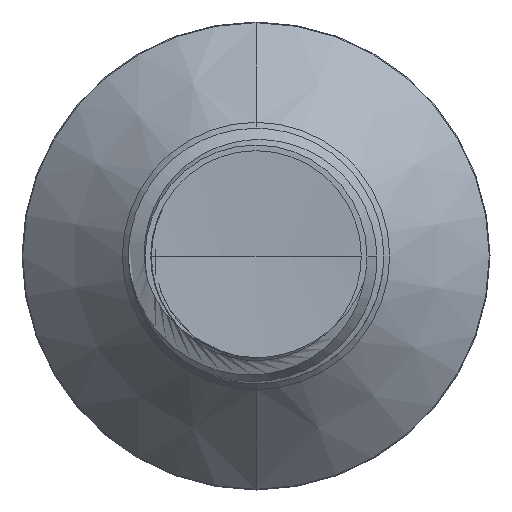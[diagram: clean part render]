
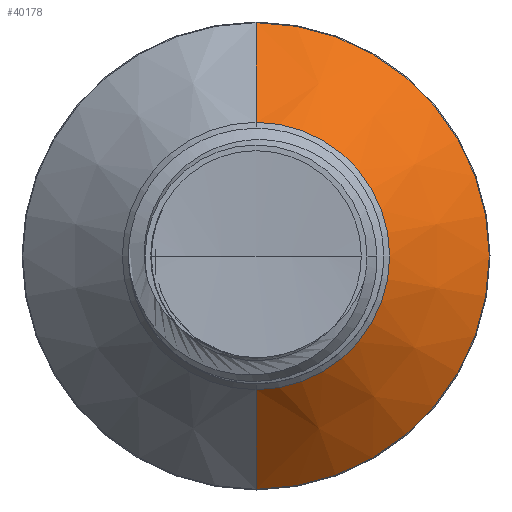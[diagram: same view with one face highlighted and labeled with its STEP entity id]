
A CAD part, front view. The second image highlights one B-rep face of the part: STEP entity #40178.
In plain terms, the highlighted conical face has half-angle 45 degrees and reference radius 3.141 mm.
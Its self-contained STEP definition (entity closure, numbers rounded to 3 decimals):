
#39 = CONICAL_SURFACE ( 'NONE', #46972, 3.141, 0.785 ) ;
#1054 = VERTEX_POINT ( 'NONE', #47920 ) ;
#1691 = DIRECTION ( 'NONE',  ( 0., 0.707, 0.707 ) ) ;
#3943 = ORIENTED_EDGE ( 'NONE', *, *, #28801, .T. ) ;
#5083 = DIRECTION ( 'NONE',  ( 0., 1., 0. ) ) ;
#7352 = DIRECTION ( 'NONE',  ( 0., 1., 0. ) ) ;
#9870 = AXIS2_PLACEMENT_3D ( 'NONE', #30760, #7352, #34481 ) ;
#11886 = VECTOR ( 'NONE', #1691, 1000. ) ;
#11995 = FACE_OUTER_BOUND ( 'NONE', #15130, .T. ) ;
#12682 = DIRECTION ( 'NONE',  ( 0., 1., 0. ) ) ;
#15130 = EDGE_LOOP ( 'NONE', ( #3943, #24932, #34981, #44179 ) ) ;
#18429 = EDGE_CURVE ( 'NONE', #48336, #30381, #39683, .T. ) ;
#19428 = CARTESIAN_POINT ( 'NONE',  ( 0., 23.969, -3.141 ) ) ;
#20374 = VECTOR ( 'NONE', #23317, 1000. ) ;
#21026 = EDGE_CURVE ( 'NONE', #30381, #48126, #25918, .T. ) ;
#21634 = LINE ( 'NONE', #19428, #20374 ) ;
#23317 = DIRECTION ( 'NONE',  ( 0., 0.707, -0.707 ) ) ;
#23608 = EDGE_CURVE ( 'NONE', #1054, #48126, #21634, .T. ) ;
#24932 = ORIENTED_EDGE ( 'NONE', *, *, #23608, .T. ) ;
#25918 = CIRCLE ( 'NONE', #40249, 5.483 ) ;
#26205 = CARTESIAN_POINT ( 'NONE',  ( 0., 26.31, -5.483 ) ) ;
#28342 = DIRECTION ( 'NONE',  ( 0., 0., 1. ) ) ;
#28600 = CARTESIAN_POINT ( 'NONE',  ( 0., 26.31, 0. ) ) ;
#28801 = EDGE_CURVE ( 'NONE', #48336, #1054, #31174, .T. ) ;
#29235 = CARTESIAN_POINT ( 'NONE',  ( 0., 23.969, 3.141 ) ) ;
#30381 = VERTEX_POINT ( 'NONE', #38978 ) ;
#30760 = CARTESIAN_POINT ( 'NONE',  ( 0., 23.969, 0. ) ) ;
#31174 = CIRCLE ( 'NONE', #9870, 3.141 ) ;
#32386 = DIRECTION ( 'NONE',  ( 0., 0., 1. ) ) ;
#34481 = DIRECTION ( 'NONE',  ( 0., 0., 1. ) ) ;
#34981 = ORIENTED_EDGE ( 'NONE', *, *, #21026, .F. ) ;
#37791 = CARTESIAN_POINT ( 'NONE',  ( 0., 23.969, 3.141 ) ) ;
#38978 = CARTESIAN_POINT ( 'NONE',  ( 0., 26.31, 5.483 ) ) ;
#39683 = LINE ( 'NONE', #29235, #11886 ) ;
#40178 = ADVANCED_FACE ( 'NONE', ( #11995 ), #39, .T. ) ;
#40249 = AXIS2_PLACEMENT_3D ( 'NONE', #28600, #5083, #32386 ) ;
#44179 = ORIENTED_EDGE ( 'NONE', *, *, #18429, .F. ) ;
#46007 = CARTESIAN_POINT ( 'NONE',  ( 0., 23.969, 0. ) ) ;
#46972 = AXIS2_PLACEMENT_3D ( 'NONE', #46007, #12682, #28342 ) ;
#47920 = CARTESIAN_POINT ( 'NONE',  ( 0., 23.969, -3.141 ) ) ;
#48126 = VERTEX_POINT ( 'NONE', #26205 ) ;
#48336 = VERTEX_POINT ( 'NONE', #37791 ) ;
